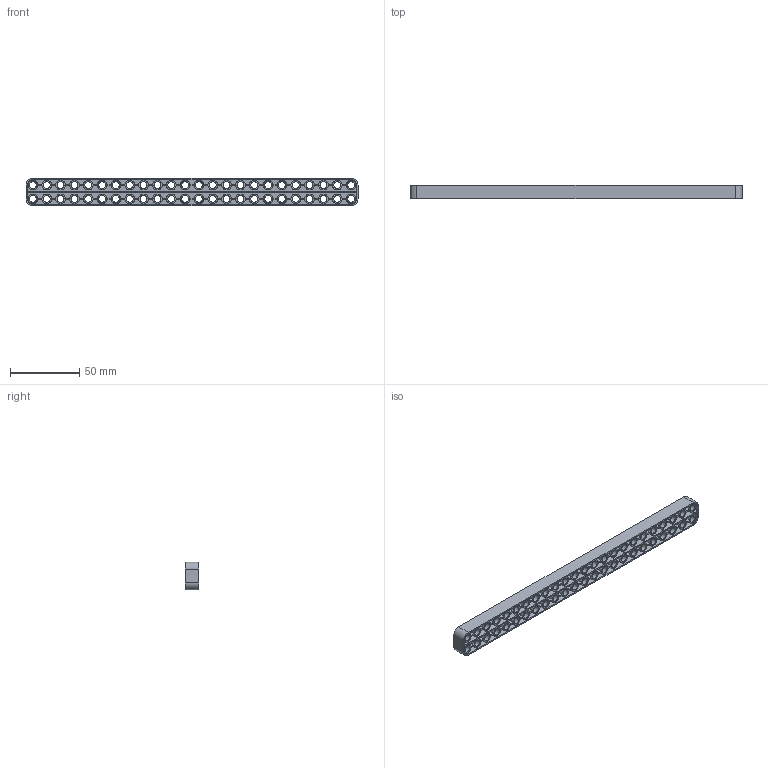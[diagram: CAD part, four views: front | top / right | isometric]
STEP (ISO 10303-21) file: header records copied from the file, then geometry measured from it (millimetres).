
FILE_DESCRIPTION(/* description */ ('','CAx-IF Rec.Pracs.---Representation and Presentation of Product Manufacturing Information (PMI)---4.0---2014-10-13'),/* implementation_level */ '2;1');
FILE_NAME(/* name */ 'S24x2.stp',/* time_stamp */ '2019-02-11T23:30:52+01:00',/* author */ ('Varga Daniel'),/* organization */ (''),/* preprocessor_version */ 'ST-DEVELOPER v17.2',/* originating_system */ 'Autodesk Inventor 2019',/* authorisation */ '');
FILE_SCHEMA (('AP242_MANAGED_MODEL_BASED_3D_ENGINEERING_MIM_LF { 1 0 10303 442 1 1 4 }'));
Length unit declared in the file: millimetre
Products named in the file (1): S24x2
Bounding box: 240 x 10 x 20 mm (x, y, z)
Volume: 18833.4 mm3; surface area: 36815.2 mm2
Topology: 1 solids, 1 shells, 1254 faces, 3744 edges, 2496 vertices
Faces by surface type: plane 810, cylinder 444
Full cylindrical faces by diameter (mm): 5 x48
Entity records: 42474 total; most frequent: CARTESIAN_POINT 7512, ORIENTED_EDGE 7488, DIRECTION 7184, EDGE_CURVE 3744, LINE 2840, VECTOR 2840, VERTEX_POINT 2496, AXIS2_PLACEMENT_3D 2172
